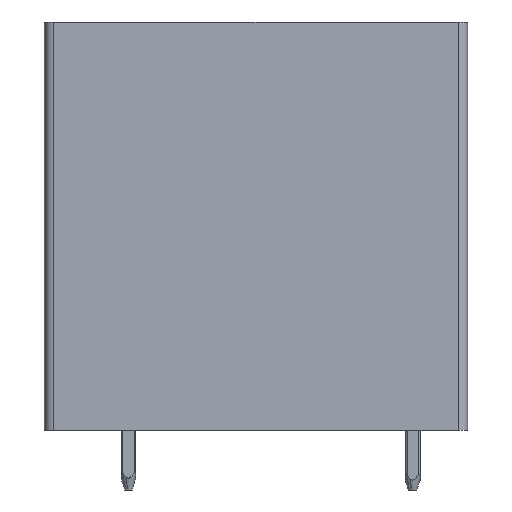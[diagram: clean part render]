
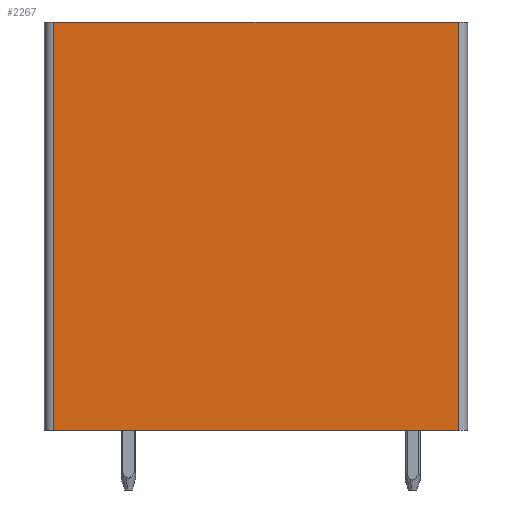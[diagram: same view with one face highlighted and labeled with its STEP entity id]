
A CAD part, left-side view. The second image highlights one B-rep face of the part: STEP entity #2267.
In plain terms, the highlighted planar face has unit normal (-1, 0, 0).
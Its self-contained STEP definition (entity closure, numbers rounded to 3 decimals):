
#2254=AXIS2_PLACEMENT_3D('Plane Axis2P3D',#2251,#2252,#2253) ;
#1320=CARTESIAN_POINT('Vertex',(0.,22.2,25.1)) ;
#1325=CARTESIAN_POINT('Line Origine',(0.,11.35,25.1)) ;
#1329=CARTESIAN_POINT('Vertex',(0.,0.5,25.1)) ;
#2201=CARTESIAN_POINT('Line Origine',(0.,0.5,14.15)) ;
#2205=CARTESIAN_POINT('Vertex',(0.,0.5,3.2)) ;
#2236=CARTESIAN_POINT('Vertex',(0.,22.2,3.2)) ;
#2239=CARTESIAN_POINT('Line Origine',(0.,22.2,14.15)) ;
#2251=CARTESIAN_POINT('Axis2P3D Location',(0.,0.,0.)) ;
#2256=CARTESIAN_POINT('Line Origine',(0.,11.35,3.2)) ;
#1326=DIRECTION('Vector Direction',(0.,-1.,0.)) ;
#2202=DIRECTION('Vector Direction',(0.,0.,1.)) ;
#2240=DIRECTION('Vector Direction',(0.,0.,1.)) ;
#2252=DIRECTION('Axis2P3D Direction',(-1.,0.,0.)) ;
#2253=DIRECTION('Axis2P3D XDirection',(0.,0.,1.)) ;
#2257=DIRECTION('Vector Direction',(0.,-1.,0.)) ;
#1327=VECTOR('Line Direction',#1326,1.) ;
#2203=VECTOR('Line Direction',#2202,1.) ;
#2241=VECTOR('Line Direction',#2240,1.) ;
#2258=VECTOR('Line Direction',#2257,1.) ;
#2262=ORIENTED_EDGE('',*,*,#1331,.T.) ;
#2263=ORIENTED_EDGE('',*,*,#2243,.T.) ;
#2264=ORIENTED_EDGE('',*,*,#2260,.T.) ;
#2265=ORIENTED_EDGE('',*,*,#2207,.T.) ;
#2267=ADVANCED_FACE('HOUSING',(#2266),#2255,.T.) ;
#1331=EDGE_CURVE('',#1330,#1321,#1328,.F.) ;
#2207=EDGE_CURVE('',#2206,#1330,#2204,.T.) ;
#2243=EDGE_CURVE('',#1321,#2237,#2242,.F.) ;
#2260=EDGE_CURVE('',#2237,#2206,#2259,.T.) ;
#2261=EDGE_LOOP('',(#2262,#2263,#2264,#2265)) ;
#2266=FACE_OUTER_BOUND('',#2261,.T.) ;
#1328=LINE('Line',#1325,#1327) ;
#2204=LINE('Line',#2201,#2203) ;
#2242=LINE('Line',#2239,#2241) ;
#2259=LINE('Line',#2256,#2258) ;
#2255=PLANE('',#2254) ;
#1321=VERTEX_POINT('',#1320) ;
#1330=VERTEX_POINT('',#1329) ;
#2206=VERTEX_POINT('',#2205) ;
#2237=VERTEX_POINT('',#2236) ;
